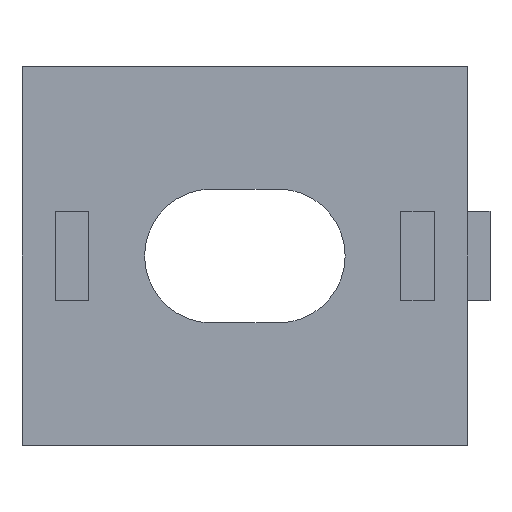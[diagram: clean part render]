
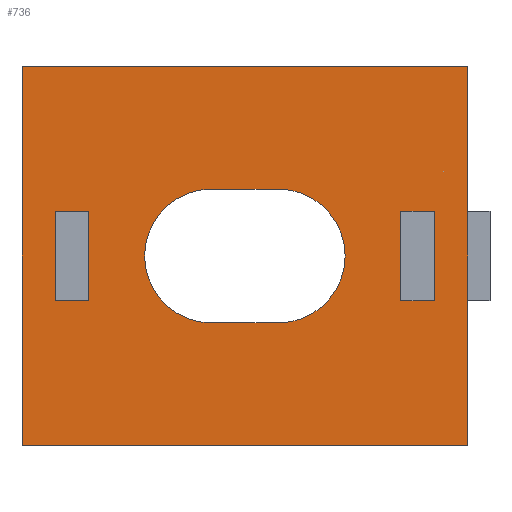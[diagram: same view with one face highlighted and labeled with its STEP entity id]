
A CAD part, left-side view. The second image highlights one B-rep face of the part: STEP entity #736.
In plain terms, the highlighted planar face has unit normal (-1, 0, 0).
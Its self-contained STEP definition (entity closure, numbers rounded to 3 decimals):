
#15=CIRCLE('',#799,3.);
#16=CIRCLE('',#800,3.);
#23=FACE_BOUND('',#101,.T.);
#24=FACE_BOUND('',#102,.T.);
#25=FACE_BOUND('',#103,.T.);
#60=FACE_OUTER_BOUND('',#100,.T.);
#100=EDGE_LOOP('',(#576,#577,#578,#579));
#101=EDGE_LOOP('',(#580,#581,#582,#583));
#102=EDGE_LOOP('',(#584,#585,#586,#587));
#103=EDGE_LOOP('',(#588,#589,#590,#591));
#134=LINE('',#1061,#220);
#137=LINE('',#1066,#223);
#142=LINE('',#1076,#228);
#144=LINE('',#1082,#230);
#150=LINE('',#1094,#236);
#154=LINE('',#1103,#240);
#159=LINE('',#1111,#245);
#160=LINE('',#1113,#246);
#161=LINE('',#1115,#247);
#162=LINE('',#1117,#248);
#185=LINE('',#1166,#271);
#186=LINE('',#1167,#272);
#187=LINE('',#1172,#273);
#188=LINE('',#1175,#274);
#220=VECTOR('',#858,10.);
#223=VECTOR('',#863,10.);
#228=VECTOR('',#870,10.);
#230=VECTOR('',#874,10.);
#236=VECTOR('',#882,10.);
#240=VECTOR('',#888,10.);
#245=VECTOR('',#899,10.);
#246=VECTOR('',#902,10.);
#247=VECTOR('',#905,10.);
#248=VECTOR('',#908,10.);
#271=VECTOR('',#949,10.);
#272=VECTOR('',#950,10.);
#273=VECTOR('',#953,10.);
#274=VECTOR('',#956,10.);
#319=VERTEX_POINT('',#1058);
#320=VERTEX_POINT('',#1060);
#321=VERTEX_POINT('',#1064);
#323=VERTEX_POINT('',#1070);
#325=VERTEX_POINT('',#1074);
#326=VERTEX_POINT('',#1078);
#328=VERTEX_POINT('',#1081);
#331=VERTEX_POINT('',#1088);
#333=VERTEX_POINT('',#1092);
#335=VERTEX_POINT('',#1097);
#337=VERTEX_POINT('',#1101);
#354=VERTEX_POINT('',#1165);
#355=VERTEX_POINT('',#1168);
#356=VERTEX_POINT('',#1169);
#357=VERTEX_POINT('',#1171);
#358=VERTEX_POINT('',#1173);
#390=EDGE_CURVE('',#319,#320,#134,.T.);
#393=EDGE_CURVE('',#321,#319,#137,.T.);
#398=EDGE_CURVE('',#323,#325,#142,.T.);
#400=EDGE_CURVE('',#326,#328,#144,.T.);
#406=EDGE_CURVE('',#331,#333,#150,.T.);
#410=EDGE_CURVE('',#337,#335,#154,.T.);
#415=EDGE_CURVE('',#333,#335,#159,.T.);
#416=EDGE_CURVE('',#325,#328,#160,.T.);
#417=EDGE_CURVE('',#337,#331,#161,.T.);
#418=EDGE_CURVE('',#326,#323,#162,.T.);
#441=EDGE_CURVE('',#354,#320,#185,.T.);
#442=EDGE_CURVE('',#354,#321,#186,.T.);
#443=EDGE_CURVE('',#355,#356,#15,.T.);
#444=EDGE_CURVE('',#356,#357,#187,.T.);
#445=EDGE_CURVE('',#357,#358,#16,.T.);
#446=EDGE_CURVE('',#358,#355,#188,.T.);
#576=ORIENTED_EDGE('',*,*,#441,.T.);
#577=ORIENTED_EDGE('',*,*,#390,.F.);
#578=ORIENTED_EDGE('',*,*,#393,.F.);
#579=ORIENTED_EDGE('',*,*,#442,.F.);
#580=ORIENTED_EDGE('',*,*,#416,.T.);
#581=ORIENTED_EDGE('',*,*,#400,.F.);
#582=ORIENTED_EDGE('',*,*,#418,.T.);
#583=ORIENTED_EDGE('',*,*,#398,.T.);
#584=ORIENTED_EDGE('',*,*,#443,.T.);
#585=ORIENTED_EDGE('',*,*,#444,.T.);
#586=ORIENTED_EDGE('',*,*,#445,.T.);
#587=ORIENTED_EDGE('',*,*,#446,.T.);
#588=ORIENTED_EDGE('',*,*,#415,.T.);
#589=ORIENTED_EDGE('',*,*,#410,.F.);
#590=ORIENTED_EDGE('',*,*,#417,.T.);
#591=ORIENTED_EDGE('',*,*,#406,.T.);
#700=PLANE('',#798);
#736=ADVANCED_FACE('',(#60,#23,#24,#25),#700,.T.);
#798=AXIS2_PLACEMENT_3D('',#1164,#947,#948);
#799=AXIS2_PLACEMENT_3D('',#1170,#951,#952);
#800=AXIS2_PLACEMENT_3D('',#1174,#954,#955);
#858=DIRECTION('',(0.,-1.,0.));
#863=DIRECTION('',(0.,0.,1.));
#870=DIRECTION('',(0.,0.,-1.));
#874=DIRECTION('',(0.,0.,-1.));
#882=DIRECTION('',(0.,0.,-1.));
#888=DIRECTION('',(0.,0.,-1.));
#899=DIRECTION('',(0.,1.,0.));
#902=DIRECTION('',(0.,1.,0.));
#905=DIRECTION('',(0.,-1.,0.));
#908=DIRECTION('',(0.,-1.,0.));
#947=DIRECTION('center_axis',(-1.,0.,0.));
#948=DIRECTION('ref_axis',(0.,-1.,0.));
#949=DIRECTION('',(0.,0.,1.));
#950=DIRECTION('',(0.,1.,0.));
#951=DIRECTION('center_axis',(1.,0.,0.));
#952=DIRECTION('ref_axis',(0.,0.,-1.));
#953=DIRECTION('',(0.,1.,0.));
#954=DIRECTION('center_axis',(1.,0.,0.));
#955=DIRECTION('ref_axis',(0.,0.,1.));
#956=DIRECTION('',(0.,-1.,0.));
#1058=CARTESIAN_POINT('',(-10.,10.,17.));
#1060=CARTESIAN_POINT('',(-10.,-10.,17.));
#1061=CARTESIAN_POINT('',(-10.,-10.,17.));
#1064=CARTESIAN_POINT('',(-10.,10.,0.));
#1066=CARTESIAN_POINT('',(-10.,10.,0.));
#1070=CARTESIAN_POINT('',(-10.,-8.5,10.5));
#1074=CARTESIAN_POINT('',(-10.,-8.5,6.5));
#1076=CARTESIAN_POINT('',(-10.,-8.5,17.));
#1078=CARTESIAN_POINT('',(-10.,-7.,10.5));
#1081=CARTESIAN_POINT('',(-10.,-7.,6.5));
#1082=CARTESIAN_POINT('',(-10.,-7.,17.));
#1088=CARTESIAN_POINT('',(-10.,7.,10.5));
#1092=CARTESIAN_POINT('',(-10.,7.,6.5));
#1094=CARTESIAN_POINT('',(-10.,7.,17.));
#1097=CARTESIAN_POINT('',(-10.,8.5,6.5));
#1101=CARTESIAN_POINT('',(-10.,8.5,10.5));
#1103=CARTESIAN_POINT('',(-10.,8.5,17.));
#1111=CARTESIAN_POINT('',(-10.,10.,6.5));
#1113=CARTESIAN_POINT('',(-10.,10.,6.5));
#1115=CARTESIAN_POINT('',(-10.,10.,10.5));
#1117=CARTESIAN_POINT('',(-10.,10.,10.5));
#1164=CARTESIAN_POINT('Origin',(-10.,10.,0.));
#1165=CARTESIAN_POINT('',(-10.,-10.,0.));
#1166=CARTESIAN_POINT('',(-10.,-10.,0.));
#1167=CARTESIAN_POINT('',(-10.,-10.,0.));
#1168=CARTESIAN_POINT('',(-10.,-1.5,11.5));
#1169=CARTESIAN_POINT('',(-10.,-1.5,5.5));
#1170=CARTESIAN_POINT('Origin',(-10.,-1.5,8.5));
#1171=CARTESIAN_POINT('',(-10.,1.5,5.5));
#1172=CARTESIAN_POINT('',(-10.,4.25,5.5));
#1173=CARTESIAN_POINT('',(-10.,1.5,11.5));
#1174=CARTESIAN_POINT('Origin',(-10.,1.5,8.5));
#1175=CARTESIAN_POINT('',(-10.,5.75,11.5));
